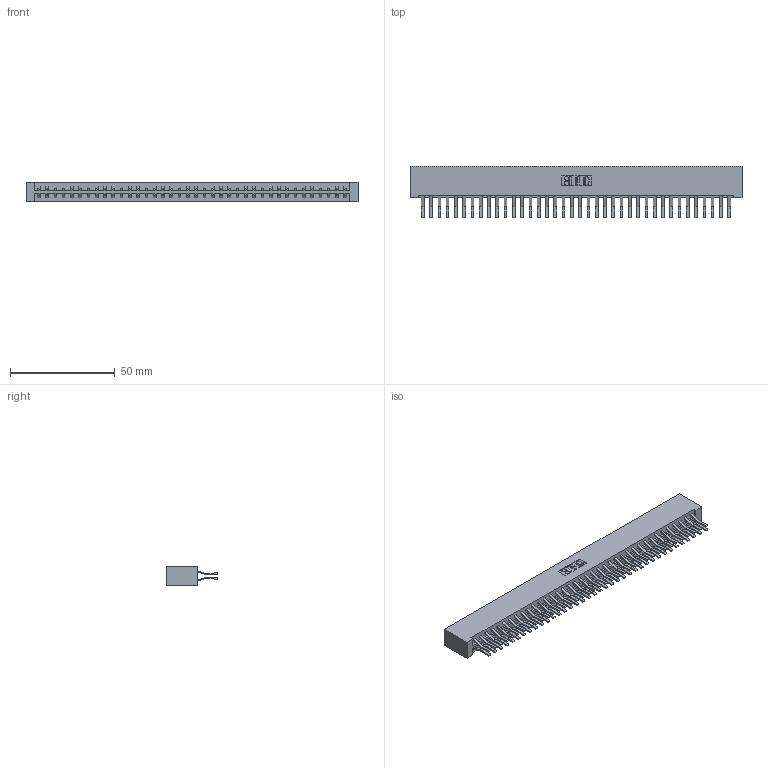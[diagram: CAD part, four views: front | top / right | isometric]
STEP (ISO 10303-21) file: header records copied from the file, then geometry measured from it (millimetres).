
FILE_DESCRIPTION (( 'STEP AP203' ), '1' );
FILE_NAME ('833-076-560-201.STEP', '2020-06-05T19:13:50', ( '' ), ( '' ), 'SwSTEP 2.0', 'SolidWorks 2020', '' );
FILE_SCHEMA (( 'CONFIG_CONTROL_DESIGN' ));
Length unit declared in the file: inch
Products named in the file (3): 833-076-560-201; 345-292-001_560 Tail; 833 Part_Lugless
Assembly tree (77 placements, depth 2):
  833-076-560-201
    833 Part_Lugless
    345-292-001_560 Tail  x76
Bounding box: 158.83 x 24.78 x 9.4 mm (x, y, z)
Volume: 17308.2 mm3; surface area: 21865.1 mm2
Topology: 77 solids, 77 shells, 4210 faces, 12523 edges, 8246 vertices
Faces by surface type: plane 2802, cylinder 1408
Entity records: 24775 total; most frequent: CARTESIAN_POINT 4110, ORIENTED_EDGE 4046, DIRECTION 3515, EDGE_CURVE 2023, VECTOR 1899, LINE 1899, VERTEX_POINT 1346, AXIS2_PLACEMENT_3D 808
